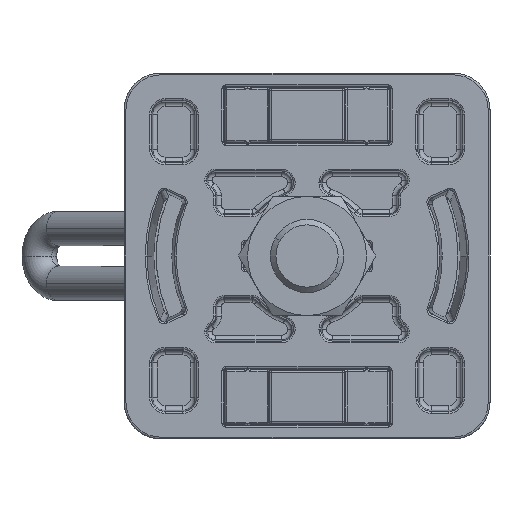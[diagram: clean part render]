
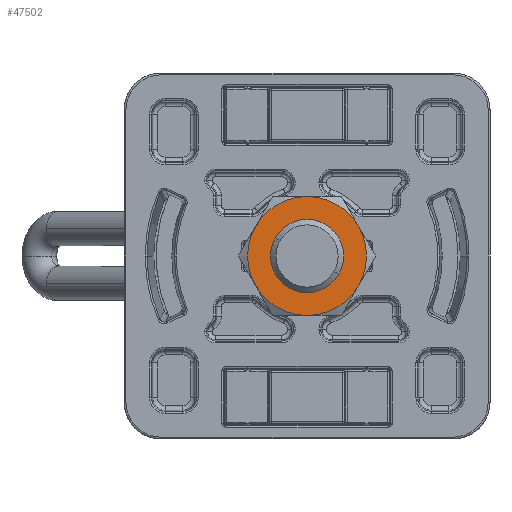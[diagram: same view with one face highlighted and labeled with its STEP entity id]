
A CAD part, left-side view. The second image highlights one B-rep face of the part: STEP entity #47502.
In plain terms, the highlighted planar face has unit normal (-1, 0, 0).
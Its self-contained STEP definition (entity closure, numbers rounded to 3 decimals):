
#786 = ORIENTED_EDGE ( 'NONE', *, *, #15563, .T. ) ;
#1826 = DIRECTION ( 'NONE',  ( 0., 0., 1. ) ) ;
#3580 = EDGE_CURVE ( 'NONE', #26333, #23402, #14239, .T. ) ;
#4474 = CARTESIAN_POINT ( 'NONE',  ( -6.8, 0., 0. ) ) ;
#4478 = CARTESIAN_POINT ( 'NONE',  ( -6.8, 0., 0. ) ) ;
#5576 = CARTESIAN_POINT ( 'NONE',  ( -6.8, 0., 0. ) ) ;
#7215 = DIRECTION ( 'NONE',  ( 0., 0., 1. ) ) ;
#7364 = AXIS2_PLACEMENT_3D ( 'NONE', #36548, #28857, #21943 ) ;
#7444 = CIRCLE ( 'NONE', #21694, 6.5 ) ;
#8647 = CARTESIAN_POINT ( 'NONE',  ( -6.8, -5.629, 3.25 ) ) ;
#9598 = VERTEX_POINT ( 'NONE', #26489 ) ;
#9725 = CIRCLE ( 'NONE', #7364, 6.5 ) ;
#11317 = EDGE_CURVE ( 'NONE', #27938, #9598, #34851, .T. ) ;
#11940 = ORIENTED_EDGE ( 'NONE', *, *, #34332, .F. ) ;
#12168 = EDGE_LOOP ( 'NONE', ( #14896, #48329, #786, #46878, #43988, #46594 ) ) ;
#12451 = CARTESIAN_POINT ( 'NONE',  ( -6.8, 5.629, 3.25 ) ) ;
#12845 = CARTESIAN_POINT ( 'NONE',  ( -6.8, 0., -4. ) ) ;
#13111 = CARTESIAN_POINT ( 'NONE',  ( -6.8, 0., 0. ) ) ;
#13530 = AXIS2_PLACEMENT_3D ( 'NONE', #16527, #32343, #17261 ) ;
#13733 = CARTESIAN_POINT ( 'NONE',  ( -6.8, 0., -13. ) ) ;
#14044 = CARTESIAN_POINT ( 'NONE',  ( -6.8, 0., 6.5 ) ) ;
#14239 = CIRCLE ( 'NONE', #26869, 6.5 ) ;
#14896 = ORIENTED_EDGE ( 'NONE', *, *, #29847, .T. ) ;
#15104 = CARTESIAN_POINT ( 'NONE',  ( -6.8, 0., -6.5 ) ) ;
#15545 = DIRECTION ( 'NONE',  ( 0., 0., 1. ) ) ;
#15563 = EDGE_CURVE ( 'NONE', #23402, #37445, #9725, .T. ) ;
#15982 = DIRECTION ( 'NONE',  ( -1., 0., 0. ) ) ;
#16527 = CARTESIAN_POINT ( 'NONE',  ( -6.8, 0., 0. ) ) ;
#17073 = DIRECTION ( 'NONE',  ( -1., 0., 0. ) ) ;
#17261 = DIRECTION ( 'NONE',  ( 0., 0., 1. ) ) ;
#17391 = EDGE_CURVE ( 'NONE', #37445, #27938, #34325, .T. ) ;
#18712 = CARTESIAN_POINT ( 'NONE',  ( -6.8, 0., 4. ) ) ;
#18849 = DIRECTION ( 'NONE',  ( -1., 0., 0. ) ) ;
#19199 = CARTESIAN_POINT ( 'NONE',  ( -6.8, 5.629, -3.25 ) ) ;
#20187 = CARTESIAN_POINT ( 'NONE',  ( -6.8, 0., 0. ) ) ;
#21148 = CIRCLE ( 'NONE', #40898, 4. ) ;
#21694 = AXIS2_PLACEMENT_3D ( 'NONE', #13111, #17073, #44015 ) ;
#21943 = DIRECTION ( 'NONE',  ( 0., 0., 1. ) ) ;
#22817 = DIRECTION ( 'NONE',  ( 0., 0., 1. ) ) ;
#23218 = EDGE_CURVE ( 'NONE', #9598, #44752, #41679, .T. ) ;
#23281 = AXIS2_PLACEMENT_3D ( 'NONE', #4474, #18849, #7215 ) ;
#23402 = VERTEX_POINT ( 'NONE', #12451 ) ;
#23475 = AXIS2_PLACEMENT_3D ( 'NONE', #5576, #46178, #47155 ) ;
#23643 = DIRECTION ( 'NONE',  ( 0., 0., 1. ) ) ;
#25492 = EDGE_CURVE ( 'NONE', #40499, #33240, #21148, .T. ) ;
#26333 = VERTEX_POINT ( 'NONE', #14044 ) ;
#26489 = CARTESIAN_POINT ( 'NONE',  ( -6.8, -5.629, -3.25 ) ) ;
#26869 = AXIS2_PLACEMENT_3D ( 'NONE', #4478, #34673, #22817 ) ;
#27938 = VERTEX_POINT ( 'NONE', #15104 ) ;
#28857 = DIRECTION ( 'NONE',  ( -1., 0., 0. ) ) ;
#29847 = EDGE_CURVE ( 'NONE', #44752, #26333, #7444, .T. ) ;
#30127 = DIRECTION ( 'NONE',  ( -1., 0., 0. ) ) ;
#30318 = AXIS2_PLACEMENT_3D ( 'NONE', #13733, #32045, #1826 ) ;
#30379 = CARTESIAN_POINT ( 'NONE',  ( -6.8, 0., 0. ) ) ;
#32045 = DIRECTION ( 'NONE',  ( -1., 0., 0. ) ) ;
#32343 = DIRECTION ( 'NONE',  ( -1., 0., 0. ) ) ;
#32781 = FACE_OUTER_BOUND ( 'NONE', #12168, .T. ) ;
#33240 = VERTEX_POINT ( 'NONE', #12845 ) ;
#34325 = CIRCLE ( 'NONE', #23281, 6.5 ) ;
#34332 = EDGE_CURVE ( 'NONE', #33240, #40499, #43176, .T. ) ;
#34673 = DIRECTION ( 'NONE',  ( -1., 0., 0. ) ) ;
#34851 = CIRCLE ( 'NONE', #13530, 6.5 ) ;
#36457 = EDGE_LOOP ( 'NONE', ( #39469, #11940 ) ) ;
#36548 = CARTESIAN_POINT ( 'NONE',  ( -6.8, 0., 0. ) ) ;
#37445 = VERTEX_POINT ( 'NONE', #19199 ) ;
#39469 = ORIENTED_EDGE ( 'NONE', *, *, #25492, .F. ) ;
#40043 = AXIS2_PLACEMENT_3D ( 'NONE', #30379, #30127, #15545 ) ;
#40499 = VERTEX_POINT ( 'NONE', #18712 ) ;
#40898 = AXIS2_PLACEMENT_3D ( 'NONE', #20187, #15982, #23643 ) ;
#41679 = CIRCLE ( 'NONE', #23475, 6.5 ) ;
#43176 = CIRCLE ( 'NONE', #40043, 4. ) ;
#43664 = PLANE ( 'NONE',  #30318 ) ;
#43988 = ORIENTED_EDGE ( 'NONE', *, *, #11317, .T. ) ;
#44015 = DIRECTION ( 'NONE',  ( 0., 0., 1. ) ) ;
#44752 = VERTEX_POINT ( 'NONE', #8647 ) ;
#46178 = DIRECTION ( 'NONE',  ( -1., 0., 0. ) ) ;
#46594 = ORIENTED_EDGE ( 'NONE', *, *, #23218, .T. ) ;
#46878 = ORIENTED_EDGE ( 'NONE', *, *, #17391, .T. ) ;
#47138 = FACE_BOUND ( 'NONE', #36457, .T. ) ;
#47155 = DIRECTION ( 'NONE',  ( 0., 0., 1. ) ) ;
#47502 = ADVANCED_FACE ( 'NONE', ( #47138, #32781 ), #43664, .T. ) ;
#48329 = ORIENTED_EDGE ( 'NONE', *, *, #3580, .T. ) ;
